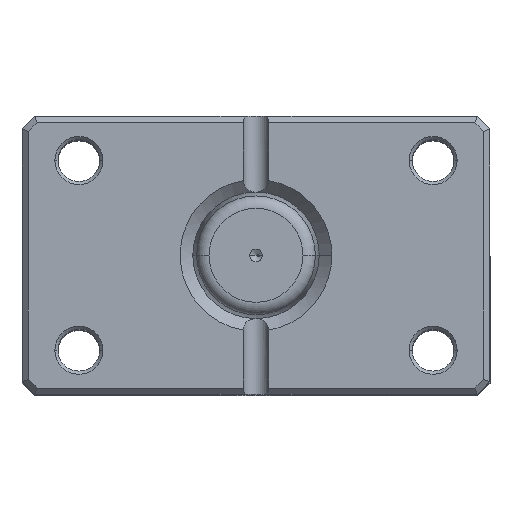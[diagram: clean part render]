
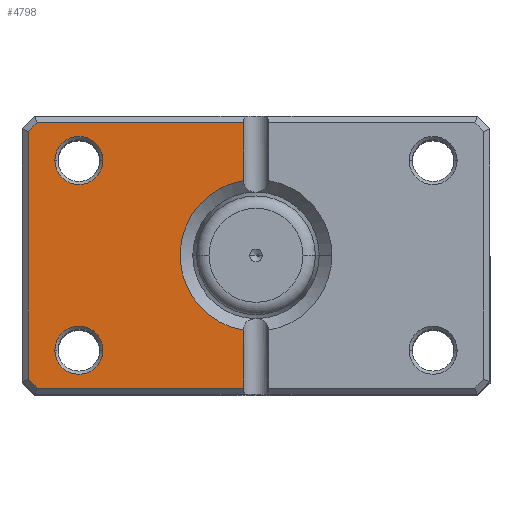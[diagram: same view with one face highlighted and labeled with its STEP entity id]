
A CAD part, top view. The second image highlights one B-rep face of the part: STEP entity #4798.
In plain terms, the highlighted face is planar.
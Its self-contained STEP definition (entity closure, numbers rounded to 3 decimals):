
#20 = VERTEX_POINT ( 'NONE', #3653 ) ;
#94 = AXIS2_PLACEMENT_3D ( 'NONE', #5753, #5779, #5168 ) ;
#150 = VECTOR ( 'NONE', #958, 1000. ) ;
#259 = VERTEX_POINT ( 'NONE', #5636 ) ;
#274 = VERTEX_POINT ( 'NONE', #6059 ) ;
#342 = CARTESIAN_POINT ( 'NONE',  ( 24.2, 15., 0. ) ) ;
#382 = EDGE_CURVE ( 'NONE', #274, #20, #5533, .T. ) ;
#459 = DIRECTION ( 'NONE',  ( 1., 0., 0. ) ) ;
#467 = ORIENTED_EDGE ( 'NONE', *, *, #1704, .T. ) ;
#469 = EDGE_LOOP ( 'NONE', ( #6089, #4738 ) ) ;
#568 = VERTEX_POINT ( 'NONE', #1411 ) ;
#660 = CIRCLE ( 'NONE', #2987, 3.8 ) ;
#674 = CIRCLE ( 'NONE', #94, 3.8 ) ;
#741 = CARTESIAN_POINT ( 'NONE',  ( 28., 15., 0. ) ) ;
#742 = VERTEX_POINT ( 'NONE', #342 ) ;
#958 = DIRECTION ( 'NONE',  ( 0., -1., 0. ) ) ;
#990 = CARTESIAN_POINT ( 'NONE',  ( 27.793, -27.793, 0. ) ) ;
#1030 = FACE_BOUND ( 'NONE', #469, .T. ) ;
#1191 = VECTOR ( 'NONE', #6299, 1000. ) ;
#1233 = DIRECTION ( 'NONE',  ( 1., 0., 0. ) ) ;
#1288 = VECTOR ( 'NONE', #5754, 1000. ) ;
#1411 = CARTESIAN_POINT ( 'NONE',  ( 34.586, 21., 0. ) ) ;
#1458 = CARTESIAN_POINT ( 'NONE',  ( 0., 21., 0. ) ) ;
#1576 = CARTESIAN_POINT ( 'NONE',  ( 36., 19.586, 0. ) ) ;
#1696 = EDGE_CURVE ( 'NONE', #742, #5804, #674, .T. ) ;
#1704 = EDGE_CURVE ( 'NONE', #568, #3694, #5524, .T. ) ;
#1737 = DIRECTION ( 'NONE',  ( 0., 1., 0. ) ) ;
#1866 = EDGE_CURVE ( 'NONE', #2408, #3967, #4258, .T. ) ;
#1885 = DIRECTION ( 'NONE',  ( -1., 0., 0. ) ) ;
#1906 = CARTESIAN_POINT ( 'NONE',  ( 0., -21., 0. ) ) ;
#1966 = AXIS2_PLACEMENT_3D ( 'NONE', #4061, #2632, #6072 ) ;
#2032 = ORIENTED_EDGE ( 'NONE', *, *, #382, .T. ) ;
#2126 = DIRECTION ( 'NONE',  ( 0., 0., 1. ) ) ;
#2142 = FACE_OUTER_BOUND ( 'NONE', #2355, .T. ) ;
#2241 = LINE ( 'NONE', #3341, #150 ) ;
#2355 = EDGE_LOOP ( 'NONE', ( #4577, #2032, #3169, #5625, #467, #4126, #5284, #5119 ) ) ;
#2408 = VERTEX_POINT ( 'NONE', #5183 ) ;
#2454 = LINE ( 'NONE', #1458, #1191 ) ;
#2526 = CIRCLE ( 'NONE', #3064, 3.8 ) ;
#2626 = CARTESIAN_POINT ( 'NONE',  ( 24.2, -15., 0. ) ) ;
#2632 = DIRECTION ( 'NONE',  ( 0., 0., 1. ) ) ;
#2838 = EDGE_CURVE ( 'NONE', #20, #3544, #3676, .T. ) ;
#2880 = EDGE_CURVE ( 'NONE', #3694, #5493, #2241, .T. ) ;
#2939 = AXIS2_PLACEMENT_3D ( 'NONE', #6283, #3331, #459 ) ;
#2987 = AXIS2_PLACEMENT_3D ( 'NONE', #741, #4085, #1233 ) ;
#3064 = AXIS2_PLACEMENT_3D ( 'NONE', #5006, #2126, #5549 ) ;
#3148 = VECTOR ( 'NONE', #1885, 1000. ) ;
#3169 = ORIENTED_EDGE ( 'NONE', *, *, #2838, .T. ) ;
#3331 = DIRECTION ( 'NONE',  ( 0., 0., 1. ) ) ;
#3341 = CARTESIAN_POINT ( 'NONE',  ( 36., 0., 0. ) ) ;
#3504 = LINE ( 'NONE', #4595, #5813 ) ;
#3544 = VERTEX_POINT ( 'NONE', #4313 ) ;
#3616 = ORIENTED_EDGE ( 'NONE', *, *, #3757, .T. ) ;
#3653 = CARTESIAN_POINT ( 'NONE',  ( 2., 11.832, 0. ) ) ;
#3676 = LINE ( 'NONE', #4723, #1288 ) ;
#3694 = VERTEX_POINT ( 'NONE', #1576 ) ;
#3757 = EDGE_CURVE ( 'NONE', #259, #3793, #2526, .T. ) ;
#3793 = VERTEX_POINT ( 'NONE', #2626 ) ;
#3889 = DIRECTION ( 'NONE',  ( 1., 0., 0. ) ) ;
#3921 = EDGE_CURVE ( 'NONE', #3793, #259, #4022, .T. ) ;
#3955 = DIRECTION ( 'NONE',  ( 0., 0., 1. ) ) ;
#3967 = VERTEX_POINT ( 'NONE', #4306 ) ;
#3992 = EDGE_CURVE ( 'NONE', #3544, #568, #2454, .T. ) ;
#4009 = CARTESIAN_POINT ( 'NONE',  ( 0., 0., 0. ) ) ;
#4022 = CIRCLE ( 'NONE', #2939, 3.8 ) ;
#4061 = CARTESIAN_POINT ( 'NONE',  ( 0., 0., 0. ) ) ;
#4085 = DIRECTION ( 'NONE',  ( 0., 0., 1. ) ) ;
#4126 = ORIENTED_EDGE ( 'NONE', *, *, #2880, .T. ) ;
#4193 = VECTOR ( 'NONE', #5415, 1000. ) ;
#4258 = LINE ( 'NONE', #1906, #3148 ) ;
#4270 = EDGE_CURVE ( 'NONE', #5804, #742, #660, .T. ) ;
#4306 = CARTESIAN_POINT ( 'NONE',  ( 2., -21., 0. ) ) ;
#4313 = CARTESIAN_POINT ( 'NONE',  ( 2., 21., 0. ) ) ;
#4536 = PLANE ( 'NONE',  #1966 ) ;
#4577 = ORIENTED_EDGE ( 'NONE', *, *, #5491, .T. ) ;
#4580 = CARTESIAN_POINT ( 'NONE',  ( 36., -19.586, 0. ) ) ;
#4595 = CARTESIAN_POINT ( 'NONE',  ( 2., 22., 0. ) ) ;
#4696 = FACE_BOUND ( 'NONE', #4891, .T. ) ;
#4723 = CARTESIAN_POINT ( 'NONE',  ( 2., 22., 0. ) ) ;
#4738 = ORIENTED_EDGE ( 'NONE', *, *, #4270, .T. ) ;
#4798 = ADVANCED_FACE ( 'NONE', ( #4696, #1030, #2142 ), #4536, .F. ) ;
#4879 = CARTESIAN_POINT ( 'NONE',  ( 31.8, 15., 0. ) ) ;
#4890 = ORIENTED_EDGE ( 'NONE', *, *, #3921, .T. ) ;
#4891 = EDGE_LOOP ( 'NONE', ( #4890, #3616 ) ) ;
#4905 = AXIS2_PLACEMENT_3D ( 'NONE', #4009, #3955, #3889 ) ;
#4908 = CARTESIAN_POINT ( 'NONE',  ( 27.793, 27.793, 0. ) ) ;
#5006 = CARTESIAN_POINT ( 'NONE',  ( 28., -15., 0. ) ) ;
#5119 = ORIENTED_EDGE ( 'NONE', *, *, #1866, .T. ) ;
#5168 = DIRECTION ( 'NONE',  ( 1., 0., 0. ) ) ;
#5183 = CARTESIAN_POINT ( 'NONE',  ( 34.586, -21., 0. ) ) ;
#5284 = ORIENTED_EDGE ( 'NONE', *, *, #5713, .T. ) ;
#5415 = DIRECTION ( 'NONE',  ( 0.707, -0.707, 0. ) ) ;
#5491 = EDGE_CURVE ( 'NONE', #3967, #274, #3504, .T. ) ;
#5493 = VERTEX_POINT ( 'NONE', #4580 ) ;
#5524 = LINE ( 'NONE', #4908, #4193 ) ;
#5533 = CIRCLE ( 'NONE', #4905, 12. ) ;
#5549 = DIRECTION ( 'NONE',  ( 1., 0., 0. ) ) ;
#5566 = VECTOR ( 'NONE', #6304, 1000. ) ;
#5625 = ORIENTED_EDGE ( 'NONE', *, *, #3992, .T. ) ;
#5636 = CARTESIAN_POINT ( 'NONE',  ( 31.8, -15., 0. ) ) ;
#5713 = EDGE_CURVE ( 'NONE', #5493, #2408, #6033, .T. ) ;
#5753 = CARTESIAN_POINT ( 'NONE',  ( 28., 15., 0. ) ) ;
#5754 = DIRECTION ( 'NONE',  ( 0., 1., 0. ) ) ;
#5779 = DIRECTION ( 'NONE',  ( 0., 0., 1. ) ) ;
#5804 = VERTEX_POINT ( 'NONE', #4879 ) ;
#5813 = VECTOR ( 'NONE', #1737, 1000. ) ;
#6033 = LINE ( 'NONE', #990, #5566 ) ;
#6059 = CARTESIAN_POINT ( 'NONE',  ( 2., -11.832, 0. ) ) ;
#6072 = DIRECTION ( 'NONE',  ( 1., 0., 0. ) ) ;
#6089 = ORIENTED_EDGE ( 'NONE', *, *, #1696, .T. ) ;
#6283 = CARTESIAN_POINT ( 'NONE',  ( 28., -15., 0. ) ) ;
#6299 = DIRECTION ( 'NONE',  ( 1., 0., 0. ) ) ;
#6304 = DIRECTION ( 'NONE',  ( -0.707, -0.707, 0. ) ) ;
